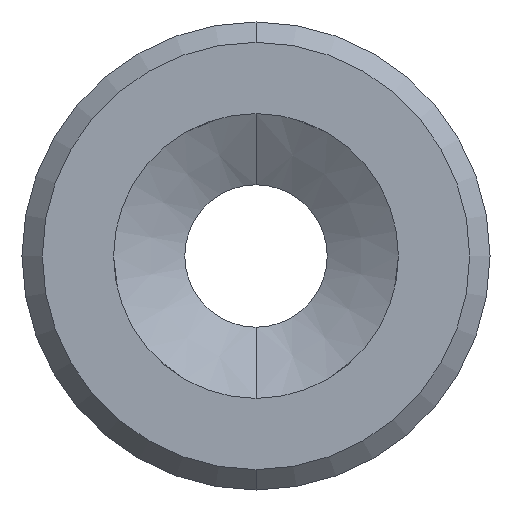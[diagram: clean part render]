
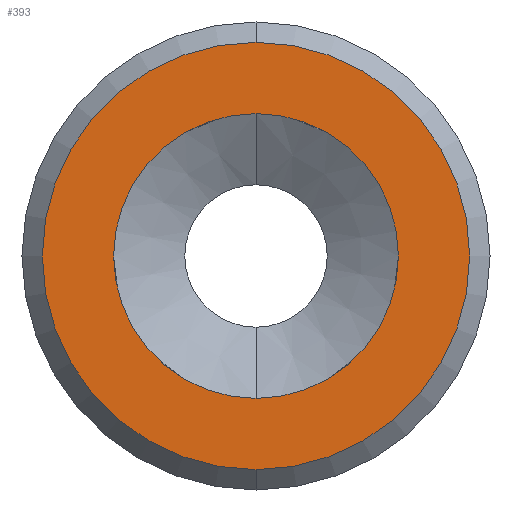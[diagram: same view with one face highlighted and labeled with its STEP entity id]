
A CAD part, front view. The second image highlights one B-rep face of the part: STEP entity #393.
In plain terms, the highlighted planar face has unit normal (0, -1, 0).
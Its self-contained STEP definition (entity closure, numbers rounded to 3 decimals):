
#35 = EDGE_CURVE ( 'NONE', #994, #740, #883, .T. ) ;
#156 = EDGE_LOOP ( 'NONE', ( #178, #253 ) ) ;
#178 = ORIENTED_EDGE ( 'NONE', *, *, #1195, .T. ) ;
#180 = CARTESIAN_POINT ( 'NONE',  ( 0., 0., 0. ) ) ;
#182 = CARTESIAN_POINT ( 'NONE',  ( 0., 0., 0. ) ) ;
#243 = CIRCLE ( 'NONE', #308, 5.25 ) ;
#253 = ORIENTED_EDGE ( 'NONE', *, *, #35, .T. ) ;
#308 = AXIS2_PLACEMENT_3D ( 'NONE', #442, #716, #987 ) ;
#365 = AXIS2_PLACEMENT_3D ( 'NONE', #438, #577, #1638 ) ;
#393 = ADVANCED_FACE ( 'NONE', ( #1219, #1699 ), #733, .T. ) ;
#438 = CARTESIAN_POINT ( 'NONE',  ( 0., 0., 0. ) ) ;
#442 = CARTESIAN_POINT ( 'NONE',  ( 0., 0., 0. ) ) ;
#473 = DIRECTION ( 'NONE',  ( 0., -1., 0. ) ) ;
#538 = CARTESIAN_POINT ( 'NONE',  ( 0., 0., -3.5 ) ) ;
#577 = DIRECTION ( 'NONE',  ( 0., -1., 0. ) ) ;
#669 = CARTESIAN_POINT ( 'NONE',  ( 0., 0., -5.25 ) ) ;
#676 = EDGE_LOOP ( 'NONE', ( #1744, #1437 ) ) ;
#716 = DIRECTION ( 'NONE',  ( 0., -1., 0. ) ) ;
#719 = VERTEX_POINT ( 'NONE', #538 ) ;
#733 = PLANE ( 'NONE',  #1507 ) ;
#740 = VERTEX_POINT ( 'NONE', #1248 ) ;
#877 = DIRECTION ( 'NONE',  ( 0., 0., -1. ) ) ;
#883 = CIRCLE ( 'NONE', #365, 5.25 ) ;
#894 = DIRECTION ( 'NONE',  ( 0., 0., -1. ) ) ;
#911 = CARTESIAN_POINT ( 'NONE',  ( 0., 0., 3.5 ) ) ;
#925 = CIRCLE ( 'NONE', #1256, 3.5 ) ;
#987 = DIRECTION ( 'NONE',  ( 0., 0., -1. ) ) ;
#994 = VERTEX_POINT ( 'NONE', #669 ) ;
#1009 = DIRECTION ( 'NONE',  ( 0., 0., -1. ) ) ;
#1053 = EDGE_CURVE ( 'NONE', #719, #1443, #1493, .T. ) ;
#1127 = DIRECTION ( 'NONE',  ( 0., -1., 0. ) ) ;
#1195 = EDGE_CURVE ( 'NONE', #740, #994, #243, .T. ) ;
#1219 = FACE_OUTER_BOUND ( 'NONE', #156, .T. ) ;
#1225 = AXIS2_PLACEMENT_3D ( 'NONE', #182, #473, #894 ) ;
#1248 = CARTESIAN_POINT ( 'NONE',  ( 0., 0., 5.25 ) ) ;
#1256 = AXIS2_PLACEMENT_3D ( 'NONE', #1672, #1548, #877 ) ;
#1261 = EDGE_CURVE ( 'NONE', #1443, #719, #925, .T. ) ;
#1437 = ORIENTED_EDGE ( 'NONE', *, *, #1261, .F. ) ;
#1443 = VERTEX_POINT ( 'NONE', #911 ) ;
#1493 = CIRCLE ( 'NONE', #1225, 3.5 ) ;
#1507 = AXIS2_PLACEMENT_3D ( 'NONE', #180, #1127, #1009 ) ;
#1548 = DIRECTION ( 'NONE',  ( 0., -1., 0. ) ) ;
#1638 = DIRECTION ( 'NONE',  ( 0., 0., -1. ) ) ;
#1672 = CARTESIAN_POINT ( 'NONE',  ( 0., 0., 0. ) ) ;
#1699 = FACE_BOUND ( 'NONE', #676, .T. ) ;
#1744 = ORIENTED_EDGE ( 'NONE', *, *, #1053, .F. ) ;
